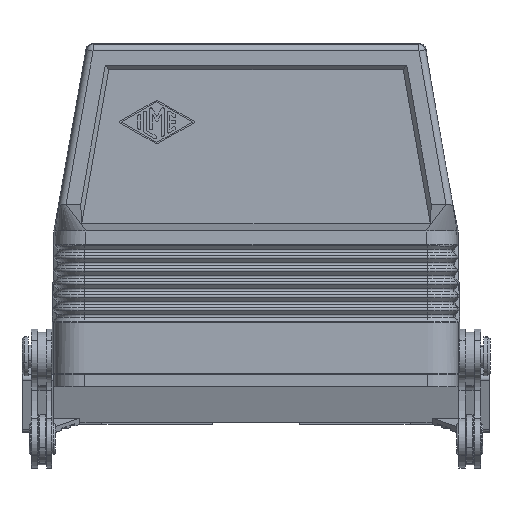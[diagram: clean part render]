
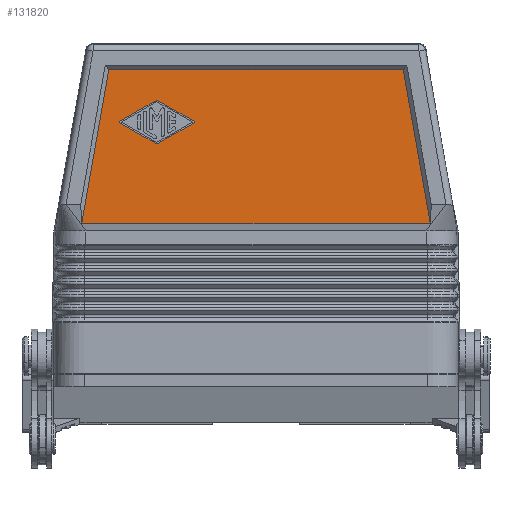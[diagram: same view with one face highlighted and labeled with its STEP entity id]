
A CAD part, left-side view. The second image highlights one B-rep face of the part: STEP entity #131820.
In plain terms, the highlighted planar face has unit normal (-1, 0, 0).
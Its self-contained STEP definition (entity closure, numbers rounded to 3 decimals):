
#130130=CARTESIAN_POINT('',(374.083,50.926,
70.233));
#130140=VERTEX_POINT('',#130130);
#130310=CARTESIAN_POINT('',(374.083,-16.613,
70.233));
#130320=VERTEX_POINT('',#130310);
#130350=CARTESIAN_POINT('',(374.083,44.373,
70.233));
#130360=DIRECTION('',(0.,1.,0.));
#130370=VECTOR('',#130360,1.);
#130380=LINE('',#130350,#130370);
#130390=EDGE_CURVE('',#130320,#130140,#130380,.T.);
#130620=CARTESIAN_POINT('',(374.083,-22.843,
34.87));
#130630=VERTEX_POINT('',#130620);
#130660=CARTESIAN_POINT('',(374.083,-26.831,
12.233));
#130670=DIRECTION('',(0.,0.174,0.985));
#130680=VECTOR('',#130670,1.);
#130690=LINE('',#130660,#130680);
#130700=EDGE_CURVE('',#130630,#130320,#130690,.T.);
#130890=CARTESIAN_POINT('',(374.083,-12.317,
48.893));
#130900=DIRECTION('',(1.,0.,0.));
#130910=DIRECTION('',(0.,1.,0.));
#130920=AXIS2_PLACEMENT_3D('',#130890,#130900,#130910);
#130930=PLANE('',#130920);
#130940=CARTESIAN_POINT('',(374.083,44.373,
34.87));
#130950=DIRECTION('',(-0.,1.,0.));
#130960=VECTOR('',#130950,1.);
#130970=LINE('',#130940,#130960);
#130980=CARTESIAN_POINT('',(374.083,57.156,
34.87));
#130990=VERTEX_POINT('',#130980);
#131000=EDGE_CURVE('',#130630,#130990,#130970,.T.);
#131010=ORIENTED_EDGE('',*,*,#131000,.F.);
#131020=CARTESIAN_POINT('',(374.083,61.144,
12.233));
#131030=DIRECTION('',(0.,-0.174,0.985));
#131040=VECTOR('',#131030,1.);
#131050=LINE('',#131020,#131040);
#131060=EDGE_CURVE('',#130990,#130140,#131050,.T.);
#131070=ORIENTED_EDGE('',*,*,#131060,.F.);
#131080=ORIENTED_EDGE('',*,*,#130390,.T.);
#131090=ORIENTED_EDGE('',*,*,#130700,.T.);
#131100=EDGE_LOOP('',(#131090,#131080,#131070,#131010));
#131110=FACE_OUTER_BOUND('',#131100,.T.);
#131120=CARTESIAN_POINT('',(374.083,44.373,
55.735));
#131130=DIRECTION('',(0.,-0.868,-0.496));
#131140=VECTOR('',#131130,1.);
#131150=LINE('',#131120,#131140);
#131160=CARTESIAN_POINT('',(374.083,48.488,
58.088));
#131170=VERTEX_POINT('',#131160);
#131180=CARTESIAN_POINT('',(374.083,40.072,
53.277));
#131190=VERTEX_POINT('',#131180);
#131200=EDGE_CURVE('',#131170,#131190,#131150,.T.);
#131210=ORIENTED_EDGE('',*,*,#131200,.F.);
#131220=CARTESIAN_POINT('',(374.083,39.906,
53.566));
#131230=DIRECTION('',(-1.,0.,0.));
#131240=DIRECTION('',(0.,-1.,0.));
#131250=AXIS2_PLACEMENT_3D('',#131220,#131230,#131240);
#131260=CIRCLE('',#131250,0.333);
#131270=CARTESIAN_POINT('',(374.083,39.741,
53.277));
#131280=VERTEX_POINT('',#131270);
#131290=EDGE_CURVE('',#131190,#131280,#131260,.T.);
#131300=ORIENTED_EDGE('',*,*,#131290,.F.);
#131310=CARTESIAN_POINT('',(374.083,44.373,
50.63));
#131320=DIRECTION('',(0.,-0.868,0.496));
#131330=VECTOR('',#131320,1.);
#131340=LINE('',#131310,#131330);
#131350=CARTESIAN_POINT('',(374.083,31.324,
58.088));
#131360=VERTEX_POINT('',#131350);
#131370=EDGE_CURVE('',#131280,#131360,#131340,.T.);
#131380=ORIENTED_EDGE('',*,*,#131370,.F.);
#131390=CARTESIAN_POINT('',(374.083,31.407,
58.233));
#131400=DIRECTION('',(-1.,0.,0.));
#131410=DIRECTION('',(0.,-1.,0.));
#131420=AXIS2_PLACEMENT_3D('',#131390,#131400,#131410);
#131430=CIRCLE('',#131420,0.167);
#131440=CARTESIAN_POINT('',(374.083,31.324,
58.377));
#131450=VERTEX_POINT('',#131440);
#131460=EDGE_CURVE('',#131360,#131450,#131430,.T.);
#131470=ORIENTED_EDGE('',*,*,#131460,.F.);
#131480=CARTESIAN_POINT('',(374.083,44.373,
65.836));
#131490=DIRECTION('',(0.,0.868,0.496));
#131500=VECTOR('',#131490,1.);
#131510=LINE('',#131480,#131500);
#131520=CARTESIAN_POINT('',(374.083,39.741,
63.188));
#131530=VERTEX_POINT('',#131520);
#131540=EDGE_CURVE('',#131450,#131530,#131510,.T.);
#131550=ORIENTED_EDGE('',*,*,#131540,.F.);
#131560=CARTESIAN_POINT('',(374.083,39.906,
62.899));
#131570=DIRECTION('',(-1.,0.,0.));
#131580=DIRECTION('',(0.,-1.,0.));
#131590=AXIS2_PLACEMENT_3D('',#131560,#131570,#131580);
#131600=CIRCLE('',#131590,0.333);
#131610=CARTESIAN_POINT('',(374.083,40.072,
63.188));
#131620=VERTEX_POINT('',#131610);
#131630=EDGE_CURVE('',#131530,#131620,#131600,.T.);
#131640=ORIENTED_EDGE('',*,*,#131630,.F.);
#131650=CARTESIAN_POINT('',(374.083,44.373,
60.73));
#131660=DIRECTION('',(0.,0.868,-0.496));
#131670=VECTOR('',#131660,1.);
#131680=LINE('',#131650,#131670);
#131690=CARTESIAN_POINT('',(374.083,48.488,
58.377));
#131700=VERTEX_POINT('',#131690);
#131710=EDGE_CURVE('',#131620,#131700,#131680,.T.);
#131720=ORIENTED_EDGE('',*,*,#131710,.F.);
#131730=CARTESIAN_POINT('',(374.083,48.405,
58.233));
#131740=DIRECTION('',(-1.,0.,0.));
#131750=DIRECTION('',(0.,-1.,0.));
#131760=AXIS2_PLACEMENT_3D('',#131730,#131740,#131750);
#131770=CIRCLE('',#131760,0.167);
#131780=EDGE_CURVE('',#131700,#131170,#131770,.T.);
#131790=ORIENTED_EDGE('',*,*,#131780,.F.);
#131800=EDGE_LOOP('',(#131790,#131720,#131640,#131550,#131470,#131380,
#131300,#131210));
#131810=FACE_BOUND('',#131800,.T.);
#131820=ADVANCED_FACE('',(#131110,#131810),#130930,.F.);
